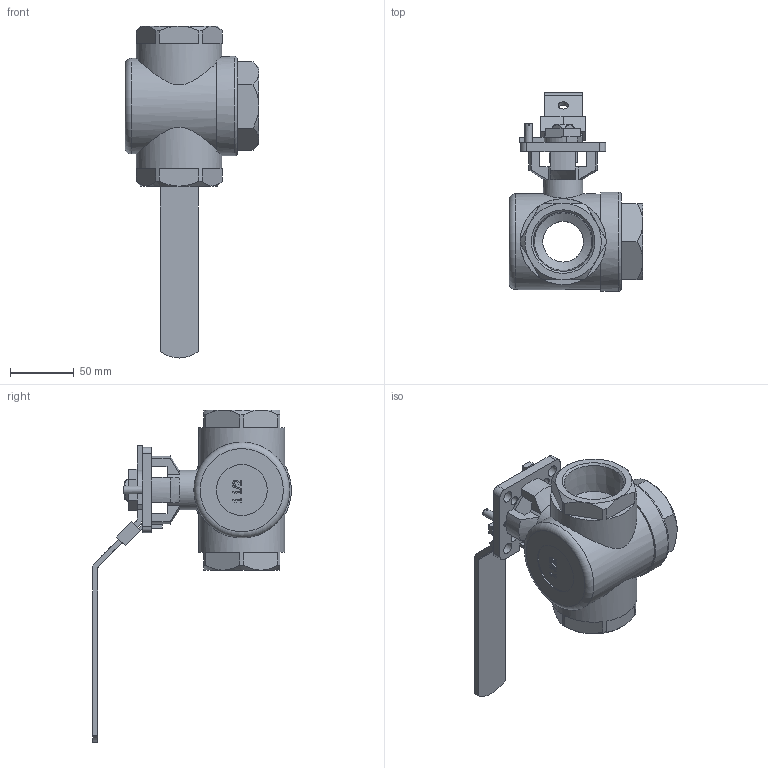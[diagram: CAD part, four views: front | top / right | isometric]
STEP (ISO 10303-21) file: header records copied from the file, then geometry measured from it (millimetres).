
FILE_DESCRIPTION(/* description */ ('STEP AP214'),/* implementation_level */ '2;1');
FILE_NAME(/* name */ '8096957_VZBE-11_2-T-63-F-3T-F0507-M-V15V15',/* time_stamp */ '2024-09-18T01:37:38+02:00',/* author */ ('License CC BY-ND 4.0'),/* organization */ ('CADENAS'),/* preprocessor_version */ 'ST-DEVELOPER v19.3',/* originating_system */ 'PARTsolutions',/* authorisation */ ' ');
FILE_SCHEMA (('AUTOMOTIVE_DESIGN {1 0 10303 214 3 1 1}'));
Length unit declared in the file: millimetre
Products named in the file (5): 8096957 VZBE-11/2-T-63-F-3T-F0507-M-V15V15; 4834302 VZBE-11/2-T-63-F-3T-F0507-V15V15; 4896016 VAOH-F7-14-H9-A-32; VZBE-M18n; VZBE-M5p
Assembly tree (4 placements, depth 2):
  8096957 VZBE-11/2-T-63-F-3T-F0507-M-V15V15
    4834302 VZBE-11/2-T-63-F-3T-F0507-V15V15
    4896016 VAOH-F7-14-H9-A-32
    VZBE-M18n
    VZBE-M5p
Bounding box: 105.2 x 156.25 x 260.8 mm (x, y, z)
Volume: 520951.7 mm3; surface area: 101298.1 mm2
Topology: 4 solids, 4 shells, 247 faces, 678 edges, 438 vertices
Faces by surface type: plane 166, cylinder 43, cone 35, torus 3
Full cylindrical faces by diameter (mm): 4.134 x1, 5 x1, 6 x1, 7 x4, 8 x1, 9 x4, 15.294 x1, 31 x1, 32 x2, 40 x1, 42 x1, 67.5 x2, 75.2 x1, 78 x1
Entity records: 7984 total; most frequent: CARTESIAN_POINT 1704, ORIENTED_EDGE 1260, DIRECTION 1244, EDGE_CURVE 630, VERTEX_POINT 428, AXIS2_PLACEMENT_3D 421, LINE 402, VECTOR 402
